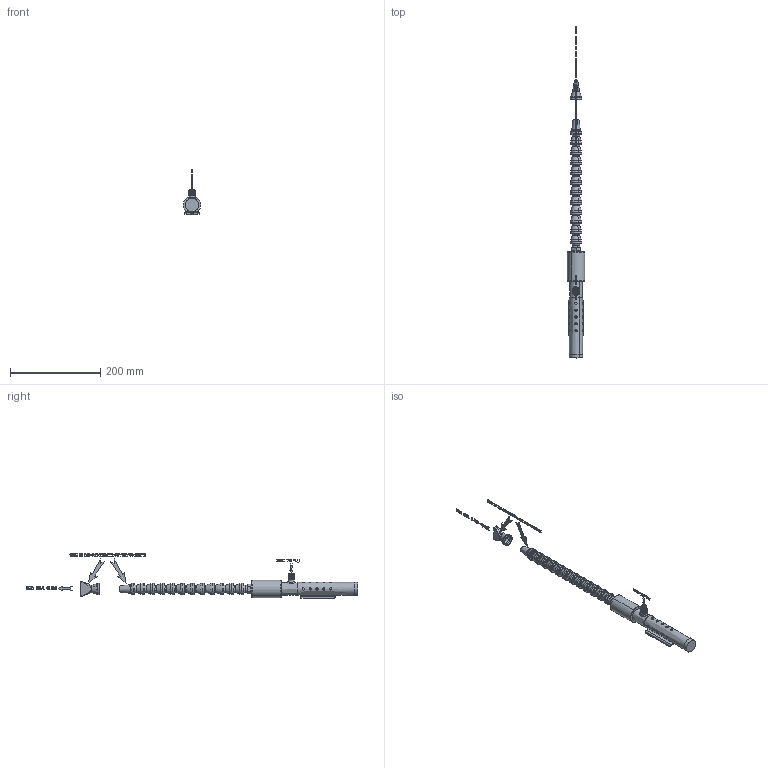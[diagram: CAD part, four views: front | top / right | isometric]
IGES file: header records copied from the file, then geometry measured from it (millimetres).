
Start section: START RECORD GO HERE.
Global section: file name: Tool Cooler_57025_LocLine Hose_25.05.igs; native system: DASSAULT SYSTEMES CATIA V5 R20 - www.3ds.com; preprocessor: CATIA Version 5 Release 20 ; author: DESIGNENG; organization: DESIGNENG; date: 20150701.171028; units: millimetre
Bounding box: 38.09 x 734.19 x 98.23 mm (x, y, z)
Volume: 268840.4 mm3; surface area: 86194 mm2
Topology: 66 solids, 66 shells, 1722 faces, 4397 edges, 2874 vertices
Faces by surface type: plane 1018, extrusion 306, revolution 304, bspline 94
